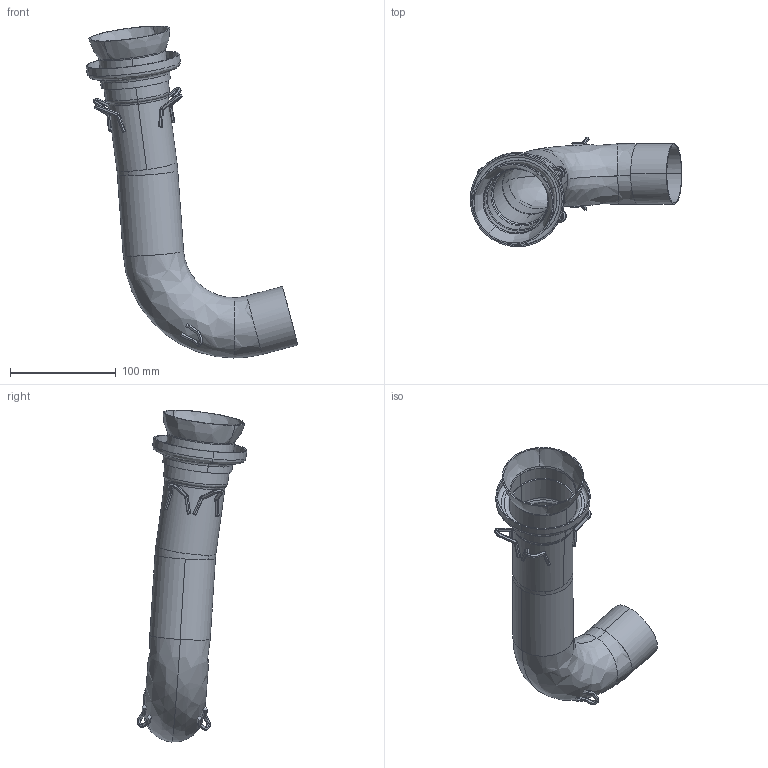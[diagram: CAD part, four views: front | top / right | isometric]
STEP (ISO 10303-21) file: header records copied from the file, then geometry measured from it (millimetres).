
FILE_DESCRIPTION (( 'STEP AP214' ), '1' );
FILE_NAME ('39180-140_Hex_2.STEP', '2022-01-13T20:28:49', ( '' ), ( '' ), 'SwSTEP 2.0', 'SolidWorks 2019', '' );
FILE_SCHEMA (( 'AUTOMOTIVE_DESIGN' ));
Length unit declared in the file: inch
Products named in the file (6): SHS-L_Path; 39180-140-RING; 39180-140-2_For Path; 39180-140_Hex_2; SHS_Robot Weld; 39180-140-1_Expand
Assembly tree (9 placements, depth 2):
  39180-140_Hex_2
    39180-140-2_For Path
    39180-140-1_Expand
    SHS_Robot Weld  x2
    39180-140-RING
    SHS-L_Path  x4
Bounding box: 199.94 x 103.86 x 313.51 mm (x, y, z)
Volume: 98892.2 mm3; surface area: 162695.7 mm2
Topology: 9 solids, 9 shells, 468 faces, 1088 edges, 648 vertices
Faces by surface type: plane 267, cone 84, bspline 73, cylinder 44
Entity records: 9064 total; most frequent: CARTESIAN_POINT 3046, ORIENTED_EDGE 890, DIRECTION 853, EDGE_CURVE 445, AXIS2_PLACEMENT_3D 325, VERTEX_POINT 264, EDGE_LOOP 205, LINE 203
